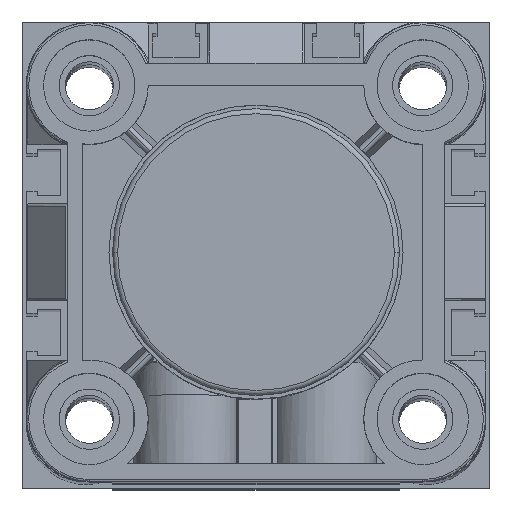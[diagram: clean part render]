
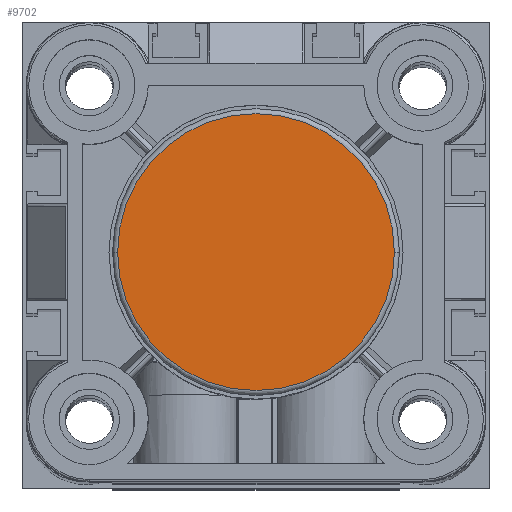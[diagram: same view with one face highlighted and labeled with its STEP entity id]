
A CAD part, top view. The second image highlights one B-rep face of the part: STEP entity #9702.
In plain terms, the highlighted face is planar.
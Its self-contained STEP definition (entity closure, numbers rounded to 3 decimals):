
#86 = DIRECTION ( 'NONE',  ( 0., 0., -1. ) ) ;
#194 = CARTESIAN_POINT ( 'NONE',  ( 26.25, 26.25, -4. ) ) ;
#3921 = EDGE_LOOP ( 'NONE', ( #15853, #24394 ) ) ;
#4172 = CARTESIAN_POINT ( 'NONE',  ( 6.95, 26.25, -4. ) ) ;
#4204 = EDGE_CURVE ( 'NONE', #7087, #7899, #15764, .T. ) ;
#6408 = DIRECTION ( 'NONE',  ( 0., 0., -1. ) ) ;
#7087 = VERTEX_POINT ( 'NONE', #4172 ) ;
#7899 = VERTEX_POINT ( 'NONE', #28913 ) ;
#9702 = ADVANCED_FACE ( 'NONE', ( #17098 ), #18462, .F. ) ;
#10936 = AXIS2_PLACEMENT_3D ( 'NONE', #20825, #6408, #23268 ) ;
#15764 = CIRCLE ( 'NONE', #19650, 19.3 ) ;
#15853 = ORIENTED_EDGE ( 'NONE', *, *, #24992, .T. ) ;
#17098 = FACE_OUTER_BOUND ( 'NONE', #3921, .T. ) ;
#17614 = AXIS2_PLACEMENT_3D ( 'NONE', #17931, #18564, #18775 ) ;
#17931 = CARTESIAN_POINT ( 'NONE',  ( 0., 0., -4. ) ) ;
#18462 = PLANE ( 'NONE',  #17614 ) ;
#18564 = DIRECTION ( 'NONE',  ( 0., 0., 1. ) ) ;
#18622 = DIRECTION ( 'NONE',  ( 1., 0., 0. ) ) ;
#18775 = DIRECTION ( 'NONE',  ( 1., 0., 0. ) ) ;
#19079 = CIRCLE ( 'NONE', #10936, 19.3 ) ;
#19650 = AXIS2_PLACEMENT_3D ( 'NONE', #194, #86, #18622 ) ;
#20825 = CARTESIAN_POINT ( 'NONE',  ( 26.25, 26.25, -4. ) ) ;
#23268 = DIRECTION ( 'NONE',  ( 1., 0., 0. ) ) ;
#24394 = ORIENTED_EDGE ( 'NONE', *, *, #4204, .T. ) ;
#24992 = EDGE_CURVE ( 'NONE', #7899, #7087, #19079, .T. ) ;
#28913 = CARTESIAN_POINT ( 'NONE',  ( 45.55, 26.25, -4. ) ) ;
